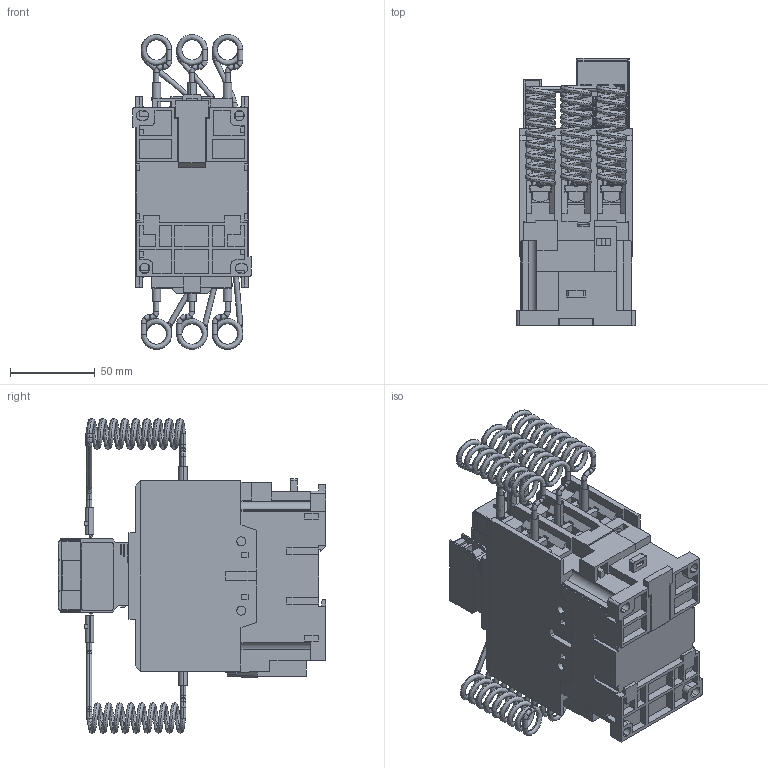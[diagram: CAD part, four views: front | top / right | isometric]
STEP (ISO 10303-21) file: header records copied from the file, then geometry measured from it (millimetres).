
FILE_DESCRIPTION((''),'2;1');
FILE_NAME('004648140_CEM50CN_10-230V-50HZ_ASM','2022-12-09T09:38:18',('klemen.sitar'),('Audax d.o.o.'),'CREO PARAMETRIC BY PTC INC, 2021304','CREO PARAMETRIC BY PTC INC, 2021304','');
FILE_SCHEMA(('AP242_MANAGED_MODEL_BASED_3D_ENGINEERING_MIM_LF { 1 0 10303 442 1 1 4 }'));
Products named in the file (77): CWMC50___65_1_1_1; CWMC50___65_2_1; CWMC50___65_3_1; CWMC50___65_4_1; CWMC50___65_5_1; CWMC50___65_6_1; CWMC50___65_7_1; CWMC50___65_8_1; CWMC50___65_9_1; CWMC50___65_10_1; CWMC50___65_11_1; CWMC50___65_12_1; CWMC50___65_13_1; CWMC50___65_14_1; CWMC50___65_15_1; CWMC50___65_16_1; CWMC50___65_17_1; CWMC50___65_18_1; CWMC50___65_19_1; CWMC50___65_20_1; CWMC50___65_21_1; CWMC50___65_22_1; CWMC50___65_23_1; CWMC50___65_24_1; CWMC50___65_25_1; CWMC50___65_26_1; CWMC50___65_27_1; CWMC50___65_28_1; CWMC50___65_29_1; CWMC50___65_30_1; CWMC50___65_31_1; CWMC50___65_35_1; CWMC50___65_36_1; CWMC50___65_37_1; CWMC50___65_38_1; CWMC50___65_39_1; CWMC50___65_40_1; CWMC50___65_41_1; CWMC50___65_42_1; CWMC50___65_43_1 ...
Assembly tree (86 placements, depth 7):
  004648140_CEM50CN_10-230V-50HZ_ASM
    CWMC50_65_ASM_1_ASM
      CWMC50___65_1_1_1
      CWMC50___65_2_1
      CWMC50___65_3_1
      CWMC50___65_4_1
      CWMC50___65_5_1
      CWMC50___65_6_1
      CWMC50___65_7_1
      CWMC50___65_8_1
      CWMC50___65_9_1
      CWMC50___65_10_1
      CWMC50___65_11_1
      CWMC50___65_12_1
      CWMC50___65_13_1
      CWMC50___65_14_1
      CWMC50___65_15_1
      CWMC50___65_16_1
      CWMC50___65_17_1
      CWMC50___65_18_1
      CWMC50___65_19_1
      CWMC50___65_20_1
      CWMC50___65_21_1
      CWMC50___65_22_1
      CWMC50___65_23_1
      CWMC50___65_24_1
      CWMC50___65_25_1
      CWMC50___65_26_1
      CWMC50___65_27_1
      CWMC50___65_28_1
      CWMC50___65_29_1
      CWMC50___65_30_1
      CWMC50___65_31_1
      CWMC50___65_35_1
      CWMC50___65_36_1
      CWMC50___65_37_1
      CWMC50___65_38_1
      CWMC50___65_39_1
      CWMC50___65_40_1
      CWMC50___65_41_1
      CWMC50___65_42_1
      CWMC50___65_43_1
      CWMC50___65_44_1
      004648100_CEM50_00_24V_50-60HZ__ASM
        ASM010445_ASM_1_ASM_1_ASM
          SCREWS_ASM_1_ASM_1_ASM
            PRT9539_1_1_1  x6
          PRT9539_1_1
          SCREW_2_1_ASM_1_ASM
            SCREW_2_1_1_1
            SCREW_2_1_2_1
          YAM_1_1
          SCREWS_3_1_ASM_1_ASM
            SCREWS_3_1_1_1
            SCREWS_3_1_2_1
            SCREWS_3_1_3_1
          CONTA_ASM_1_ASM_1_ASM  x6
            COPPER_1_1
            COPPER-ALU_1_ASM_1_ASM
              COPPER-ALU_1_1_1
Bounding box: 69.7 x 157.7 x 185.33 mm (x, y, z)
Volume: 757360 mm3; surface area: 179630.7 mm2
Topology: 76 solids, 109 shells, 4799 faces, 12755 edges, 8098 vertices
Faces by surface type: plane 2546, cylinder 1434, bspline 374, sphere 180, torus 172, extrusion 50, cone 43
Entity records: 240707 total; most frequent: CARTESIAN_POINT 88761, ORIENTED_EDGE 23010, DIRECTION 21356, EDGE_CURVE 11680, VERTEX_POINT 7508, PRESENTATION_STYLE_ASSIGNMENT 7408, STYLED_ITEM 7408, VECTOR 7270
